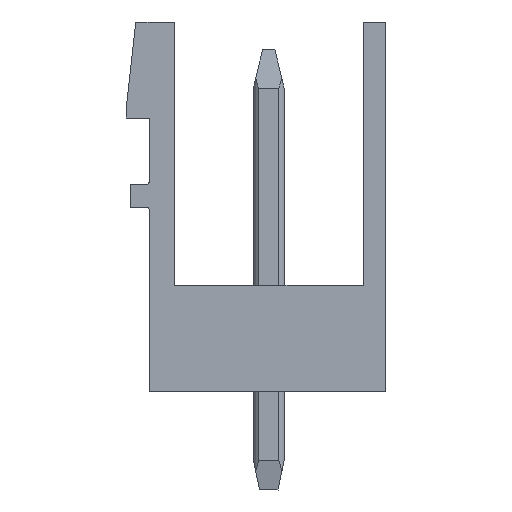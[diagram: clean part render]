
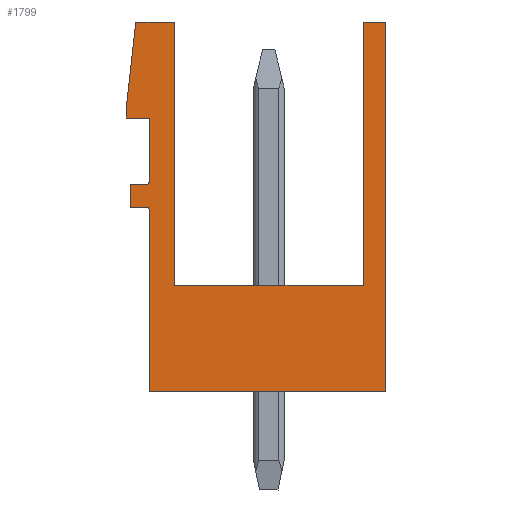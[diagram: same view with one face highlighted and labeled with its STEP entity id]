
A CAD part, left-side view. The second image highlights one B-rep face of the part: STEP entity #1799.
In plain terms, the highlighted planar face has unit normal (-1, 0, 0).
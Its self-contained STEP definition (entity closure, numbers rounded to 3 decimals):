
#1434=AXIS2_PLACEMENT_3D('Circle Axis2P3D',#1432,#1433,$) ;
#1530=AXIS2_PLACEMENT_3D('Circle Axis2P3D',#1528,#1529,$) ;
#1768=AXIS2_PLACEMENT_3D('Plane Axis2P3D',#1765,#1766,#1767) ;
#89=CARTESIAN_POINT('Vertex',(0.,6.86,6.65)) ;
#92=CARTESIAN_POINT('Line Origine',(0.,3.795,6.65)) ;
#96=CARTESIAN_POINT('Vertex',(0.,0.73,6.65)) ;
#1322=CARTESIAN_POINT('Line Origine',(0.,0.73,10.925)) ;
#1326=CARTESIAN_POINT('Vertex',(0.,0.73,15.2)) ;
#1405=CARTESIAN_POINT('Vertex',(0.,7.68,3.2)) ;
#1408=CARTESIAN_POINT('Line Origine',(0.,7.68,6.14)) ;
#1412=CARTESIAN_POINT('Vertex',(0.,7.68,9.08)) ;
#1432=CARTESIAN_POINT('Axis2P3D Location',(0.,7.78,9.08)) ;
#1436=CARTESIAN_POINT('Vertex',(0.,7.78,9.18)) ;
#1456=CARTESIAN_POINT('Line Origine',(0.,8.04,9.18)) ;
#1460=CARTESIAN_POINT('Vertex',(0.,8.3,9.18)) ;
#1480=CARTESIAN_POINT('Line Origine',(0.,8.3,9.555)) ;
#1484=CARTESIAN_POINT('Vertex',(0.,8.3,9.93)) ;
#1504=CARTESIAN_POINT('Line Origine',(0.,8.04,9.93)) ;
#1508=CARTESIAN_POINT('Vertex',(0.,7.78,9.93)) ;
#1528=CARTESIAN_POINT('Axis2P3D Location',(0.,7.78,10.03)) ;
#1532=CARTESIAN_POINT('Vertex',(0.,7.68,10.03)) ;
#1547=CARTESIAN_POINT('Line Origine',(0.,7.68,11.055)) ;
#1551=CARTESIAN_POINT('Vertex',(0.,7.68,12.08)) ;
#1571=CARTESIAN_POINT('Line Origine',(0.,8.055,12.08)) ;
#1575=CARTESIAN_POINT('Vertex',(0.,8.43,12.08)) ;
#1595=CARTESIAN_POINT('Line Origine',(0.,8.43,12.24)) ;
#1599=CARTESIAN_POINT('Vertex',(0.,8.43,12.4)) ;
#1619=CARTESIAN_POINT('Line Origine',(0.,8.275,13.8)) ;
#1623=CARTESIAN_POINT('Vertex',(0.,8.12,15.2)) ;
#1643=CARTESIAN_POINT('Line Origine',(0.,7.49,15.2)) ;
#1647=CARTESIAN_POINT('Vertex',(0.,6.86,15.2)) ;
#1662=CARTESIAN_POINT('Line Origine',(0.,0.365,15.2)) ;
#1666=CARTESIAN_POINT('Vertex',(0.,0.,15.2)) ;
#1686=CARTESIAN_POINT('Line Origine',(0.,0.,9.2)) ;
#1690=CARTESIAN_POINT('Vertex',(0.,0.,3.2)) ;
#1765=CARTESIAN_POINT('Axis2P3D Location',(0.,0.,0.)) ;
#1770=CARTESIAN_POINT('Line Origine',(0.,3.84,3.2)) ;
#1775=CARTESIAN_POINT('Line Origine',(0.,6.86,10.925)) ;
#93=DIRECTION('Vector Direction',(0.,-1.,0.)) ;
#1323=DIRECTION('Vector Direction',(0.,0.,-1.)) ;
#1409=DIRECTION('Vector Direction',(0.,0.,1.)) ;
#1433=DIRECTION('Axis2P3D Direction',(-1.,0.,0.)) ;
#1457=DIRECTION('Vector Direction',(0.,-1.,0.)) ;
#1481=DIRECTION('Vector Direction',(0.,0.,-1.)) ;
#1505=DIRECTION('Vector Direction',(0.,1.,0.)) ;
#1529=DIRECTION('Axis2P3D Direction',(-1.,0.,0.)) ;
#1548=DIRECTION('Vector Direction',(0.,0.,-1.)) ;
#1572=DIRECTION('Vector Direction',(0.,-1.,0.)) ;
#1596=DIRECTION('Vector Direction',(0.,0.,-1.)) ;
#1620=DIRECTION('Vector Direction',(0.,0.11,-0.994)) ;
#1644=DIRECTION('Vector Direction',(0.,-1.,0.)) ;
#1663=DIRECTION('Vector Direction',(0.,1.,0.)) ;
#1687=DIRECTION('Vector Direction',(0.,0.,1.)) ;
#1766=DIRECTION('Axis2P3D Direction',(-1.,0.,0.)) ;
#1767=DIRECTION('Axis2P3D XDirection',(0.,0.,1.)) ;
#1771=DIRECTION('Vector Direction',(0.,1.,0.)) ;
#1776=DIRECTION('Vector Direction',(0.,0.,1.)) ;
#94=VECTOR('Line Direction',#93,1.) ;
#1324=VECTOR('Line Direction',#1323,1.) ;
#1410=VECTOR('Line Direction',#1409,1.) ;
#1458=VECTOR('Line Direction',#1457,1.) ;
#1482=VECTOR('Line Direction',#1481,1.) ;
#1506=VECTOR('Line Direction',#1505,1.) ;
#1549=VECTOR('Line Direction',#1548,1.) ;
#1573=VECTOR('Line Direction',#1572,1.) ;
#1597=VECTOR('Line Direction',#1596,1.) ;
#1621=VECTOR('Line Direction',#1620,1.) ;
#1645=VECTOR('Line Direction',#1644,1.) ;
#1664=VECTOR('Line Direction',#1663,1.) ;
#1688=VECTOR('Line Direction',#1687,1.) ;
#1772=VECTOR('Line Direction',#1771,1.) ;
#1777=VECTOR('Line Direction',#1776,1.) ;
#1781=ORIENTED_EDGE('',*,*,#1774,.T.) ;
#1782=ORIENTED_EDGE('',*,*,#1692,.T.) ;
#1783=ORIENTED_EDGE('',*,*,#1668,.T.) ;
#1784=ORIENTED_EDGE('',*,*,#1328,.T.) ;
#1785=ORIENTED_EDGE('',*,*,#98,.T.) ;
#1786=ORIENTED_EDGE('',*,*,#1779,.T.) ;
#1787=ORIENTED_EDGE('',*,*,#1649,.T.) ;
#1788=ORIENTED_EDGE('',*,*,#1625,.T.) ;
#1789=ORIENTED_EDGE('',*,*,#1601,.T.) ;
#1790=ORIENTED_EDGE('',*,*,#1577,.T.) ;
#1791=ORIENTED_EDGE('',*,*,#1553,.T.) ;
#1792=ORIENTED_EDGE('',*,*,#1534,.T.) ;
#1793=ORIENTED_EDGE('',*,*,#1510,.T.) ;
#1794=ORIENTED_EDGE('',*,*,#1486,.T.) ;
#1795=ORIENTED_EDGE('',*,*,#1462,.T.) ;
#1796=ORIENTED_EDGE('',*,*,#1438,.T.) ;
#1797=ORIENTED_EDGE('',*,*,#1414,.T.) ;
#1799=ADVANCED_FACE('Housing',(#1798),#1769,.T.) ;
#1435=CIRCLE('generated circle',#1434,0.1) ;
#1531=CIRCLE('generated circle',#1530,0.1) ;
#98=EDGE_CURVE('',#97,#90,#95,.F.) ;
#1328=EDGE_CURVE('',#1327,#97,#1325,.T.) ;
#1414=EDGE_CURVE('',#1413,#1406,#1411,.F.) ;
#1438=EDGE_CURVE('',#1437,#1413,#1435,.F.) ;
#1462=EDGE_CURVE('',#1461,#1437,#1459,.T.) ;
#1486=EDGE_CURVE('',#1485,#1461,#1483,.T.) ;
#1510=EDGE_CURVE('',#1509,#1485,#1507,.T.) ;
#1534=EDGE_CURVE('',#1533,#1509,#1531,.F.) ;
#1553=EDGE_CURVE('',#1552,#1533,#1550,.T.) ;
#1577=EDGE_CURVE('',#1576,#1552,#1574,.T.) ;
#1601=EDGE_CURVE('',#1600,#1576,#1598,.T.) ;
#1625=EDGE_CURVE('',#1624,#1600,#1622,.T.) ;
#1649=EDGE_CURVE('',#1648,#1624,#1646,.F.) ;
#1668=EDGE_CURVE('',#1667,#1327,#1665,.T.) ;
#1692=EDGE_CURVE('',#1691,#1667,#1689,.T.) ;
#1774=EDGE_CURVE('',#1406,#1691,#1773,.F.) ;
#1779=EDGE_CURVE('',#90,#1648,#1778,.T.) ;
#1780=EDGE_LOOP('',(#1781,#1782,#1783,#1784,#1785,#1786,#1787,#1788,#1789,#1790,#1791,#1792,#1793,#1794,#1795,#1796,#1797)) ;
#1798=FACE_OUTER_BOUND('',#1780,.T.) ;
#95=LINE('Line',#92,#94) ;
#1325=LINE('Line',#1322,#1324) ;
#1411=LINE('Line',#1408,#1410) ;
#1459=LINE('Line',#1456,#1458) ;
#1483=LINE('Line',#1480,#1482) ;
#1507=LINE('Line',#1504,#1506) ;
#1550=LINE('Line',#1547,#1549) ;
#1574=LINE('Line',#1571,#1573) ;
#1598=LINE('Line',#1595,#1597) ;
#1622=LINE('Line',#1619,#1621) ;
#1646=LINE('Line',#1643,#1645) ;
#1665=LINE('Line',#1662,#1664) ;
#1689=LINE('Line',#1686,#1688) ;
#1773=LINE('Line',#1770,#1772) ;
#1778=LINE('Line',#1775,#1777) ;
#1769=PLANE('',#1768) ;
#90=VERTEX_POINT('',#89) ;
#97=VERTEX_POINT('',#96) ;
#1327=VERTEX_POINT('',#1326) ;
#1406=VERTEX_POINT('',#1405) ;
#1413=VERTEX_POINT('',#1412) ;
#1437=VERTEX_POINT('',#1436) ;
#1461=VERTEX_POINT('',#1460) ;
#1485=VERTEX_POINT('',#1484) ;
#1509=VERTEX_POINT('',#1508) ;
#1533=VERTEX_POINT('',#1532) ;
#1552=VERTEX_POINT('',#1551) ;
#1576=VERTEX_POINT('',#1575) ;
#1600=VERTEX_POINT('',#1599) ;
#1624=VERTEX_POINT('',#1623) ;
#1648=VERTEX_POINT('',#1647) ;
#1667=VERTEX_POINT('',#1666) ;
#1691=VERTEX_POINT('',#1690) ;
